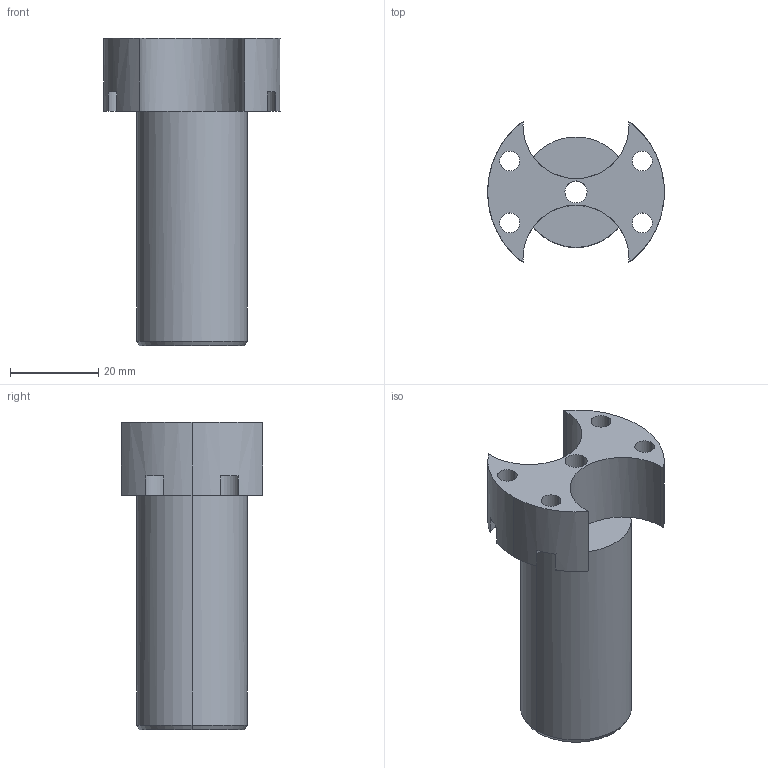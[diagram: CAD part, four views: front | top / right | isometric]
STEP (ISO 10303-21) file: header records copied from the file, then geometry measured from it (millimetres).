
FILE_DESCRIPTION (( 'STEP AP214' ), '1' );
FILE_NAME ('RICCI_USI_008.STEP', '2019-06-20T14:19:17', ( '' ), ( '' ), 'SwSTEP 2.0', 'SolidWorks 2018', '' );
FILE_SCHEMA (( 'AUTOMOTIVE_DESIGN' ));
Length unit declared in the file: millimetre
Products named in the file (1): RICCI_USI_008
Bounding box: 40 x 32.07 x 69.5 mm (x, y, z)
Volume: 24888.4 mm3; surface area: 11762.6 mm2
Topology: 1 solids, 1 shells, 53 faces, 135 edges, 88 vertices
Faces by surface type: cylinder 37, plane 14, cone 2
Entity records: 1815 total; most frequent: CARTESIAN_POINT 393, DIRECTION 327, ORIENTED_EDGE 270, AXIS2_PLACEMENT_3D 142, EDGE_CURVE 135, CIRCLE 88, VERTEX_POINT 88, EDGE_LOOP 69
